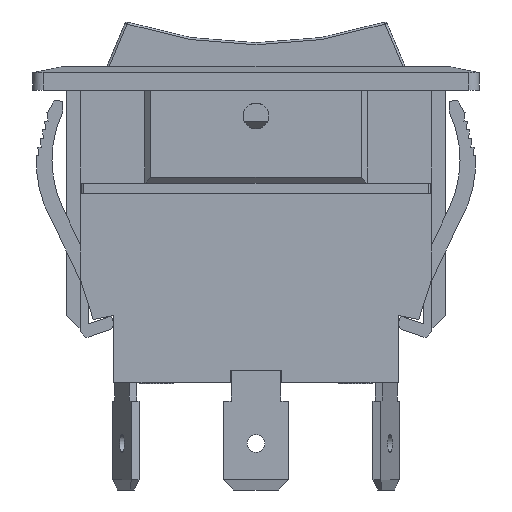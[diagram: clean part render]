
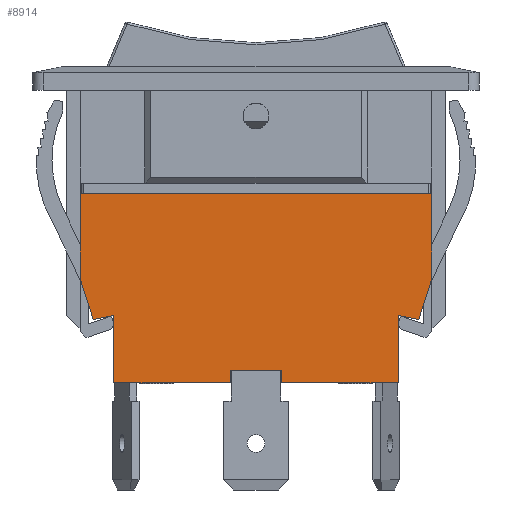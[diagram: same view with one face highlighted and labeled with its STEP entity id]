
A CAD part, front view. The second image highlights one B-rep face of the part: STEP entity #8914.
In plain terms, the highlighted planar face has unit normal (0, -1, 0).
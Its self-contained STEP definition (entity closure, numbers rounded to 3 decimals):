
#470=PLANE('',#9512);
#938=FACE_OUTER_BOUND('',#1455,.T.);
#1455=EDGE_LOOP('',(#7439,#7440,#7441,#7442,#7443,#7444,#7445,#7446,#7447,
#7448,#7449,#7450,#7451,#7452));
#2303=LINE('',#24264,#3287);
#2347=LINE('',#24352,#3331);
#2348=LINE('',#24355,#3332);
#2349=LINE('',#24357,#3333);
#2350=LINE('',#24359,#3334);
#2351=LINE('',#24361,#3335);
#2352=LINE('',#24363,#3336);
#2353=LINE('',#24365,#3337);
#2354=LINE('',#24367,#3338);
#2355=LINE('',#24369,#3339);
#2356=LINE('',#24371,#3340);
#2357=LINE('',#24373,#3341);
#2358=LINE('',#24375,#3342);
#2359=LINE('',#24376,#3343);
#3287=VECTOR('',#10978,10.);
#3331=VECTOR('',#11048,10.);
#3332=VECTOR('',#11051,10.);
#3333=VECTOR('',#11052,10.);
#3334=VECTOR('',#11053,10.);
#3335=VECTOR('',#11054,10.);
#3336=VECTOR('',#11055,10.);
#3337=VECTOR('',#11056,10.);
#3338=VECTOR('',#11057,10.);
#3339=VECTOR('',#11058,10.);
#3340=VECTOR('',#11059,10.);
#3341=VECTOR('',#11060,10.);
#3342=VECTOR('',#11061,10.);
#3343=VECTOR('',#11062,10.);
#4298=VERTEX_POINT('',#24261);
#4299=VERTEX_POINT('',#24263);
#4330=VERTEX_POINT('',#24350);
#4331=VERTEX_POINT('',#24354);
#4332=VERTEX_POINT('',#24356);
#4333=VERTEX_POINT('',#24358);
#4334=VERTEX_POINT('',#24360);
#4335=VERTEX_POINT('',#24362);
#4336=VERTEX_POINT('',#24364);
#4337=VERTEX_POINT('',#24366);
#4338=VERTEX_POINT('',#24368);
#4339=VERTEX_POINT('',#24370);
#4340=VERTEX_POINT('',#24372);
#4341=VERTEX_POINT('',#24374);
#5395=EDGE_CURVE('',#4299,#4298,#2303,.T.);
#5439=EDGE_CURVE('',#4330,#4298,#2347,.T.);
#5440=EDGE_CURVE('',#4330,#4331,#2348,.T.);
#5441=EDGE_CURVE('',#4331,#4332,#2349,.T.);
#5442=EDGE_CURVE('',#4332,#4333,#2350,.T.);
#5443=EDGE_CURVE('',#4334,#4333,#2351,.T.);
#5444=EDGE_CURVE('',#4334,#4335,#2352,.T.);
#5445=EDGE_CURVE('',#4335,#4336,#2353,.T.);
#5446=EDGE_CURVE('',#4336,#4337,#2354,.T.);
#5447=EDGE_CURVE('',#4338,#4337,#2355,.T.);
#5448=EDGE_CURVE('',#4338,#4339,#2356,.T.);
#5449=EDGE_CURVE('',#4339,#4340,#2357,.T.);
#5450=EDGE_CURVE('',#4340,#4341,#2358,.T.);
#5451=EDGE_CURVE('',#4341,#4299,#2359,.T.);
#7439=ORIENTED_EDGE('',*,*,#5395,.T.);
#7440=ORIENTED_EDGE('',*,*,#5439,.F.);
#7441=ORIENTED_EDGE('',*,*,#5440,.T.);
#7442=ORIENTED_EDGE('',*,*,#5441,.T.);
#7443=ORIENTED_EDGE('',*,*,#5442,.T.);
#7444=ORIENTED_EDGE('',*,*,#5443,.F.);
#7445=ORIENTED_EDGE('',*,*,#5444,.T.);
#7446=ORIENTED_EDGE('',*,*,#5445,.T.);
#7447=ORIENTED_EDGE('',*,*,#5446,.T.);
#7448=ORIENTED_EDGE('',*,*,#5447,.F.);
#7449=ORIENTED_EDGE('',*,*,#5448,.T.);
#7450=ORIENTED_EDGE('',*,*,#5449,.T.);
#7451=ORIENTED_EDGE('',*,*,#5450,.T.);
#7452=ORIENTED_EDGE('',*,*,#5451,.T.);
#8914=ADVANCED_FACE('',(#938),#470,.T.);
#9512=AXIS2_PLACEMENT_3D('',#24353,#11049,#11050);
#10978=DIRECTION('',(-1.,0.,0.));
#11048=DIRECTION('',(0.,0.,1.));
#11049=DIRECTION('center_axis',(0.,-1.,0.));
#11050=DIRECTION('ref_axis',(0.,0.,1.));
#11051=DIRECTION('',(0.305,0.,-0.952));
#11052=DIRECTION('',(0.981,0.,0.196));
#11053=DIRECTION('',(0.,0.,-1.));
#11054=DIRECTION('',(-1.,0.,0.));
#11055=DIRECTION('',(0.,0.,1.));
#11056=DIRECTION('',(1.,0.,0.));
#11057=DIRECTION('',(0.,0.,-1.));
#11058=DIRECTION('',(-1.,0.,0.));
#11059=DIRECTION('',(0.,0.,1.));
#11060=DIRECTION('',(0.981,0.,-0.196));
#11061=DIRECTION('',(0.305,0.,0.952));
#11062=DIRECTION('',(0.,0.,1.));
#24261=CARTESIAN_POINT('',(-17.,-9.75,18.3));
#24263=CARTESIAN_POINT('',(17.,-9.75,18.3));
#24264=CARTESIAN_POINT('',(21.863,-9.75,18.3));
#24350=CARTESIAN_POINT('',(-17.,-9.75,10.));
#24352=CARTESIAN_POINT('',(-17.,-9.75,0.));
#24353=CARTESIAN_POINT('Origin',(17.,-9.75,0.));
#24354=CARTESIAN_POINT('',(-15.75,-9.75,6.1));
#24355=CARTESIAN_POINT('',(-13.338,-9.75,-1.425));
#24356=CARTESIAN_POINT('',(-13.75,-9.75,6.5));
#24357=CARTESIAN_POINT('',(0.409,-9.75,9.332));
#24358=CARTESIAN_POINT('',(-13.75,-9.75,0.));
#24359=CARTESIAN_POINT('',(-13.75,-9.75,0.));
#24360=CARTESIAN_POINT('',(-2.5,-9.75,0.));
#24361=CARTESIAN_POINT('',(17.,-9.75,0.));
#24362=CARTESIAN_POINT('',(-2.5,-9.75,1.2));
#24363=CARTESIAN_POINT('',(-2.5,-9.75,0.));
#24364=CARTESIAN_POINT('',(2.5,-9.75,1.2));
#24365=CARTESIAN_POINT('',(8.5,-9.75,1.2));
#24366=CARTESIAN_POINT('',(2.5,-9.75,0.));
#24367=CARTESIAN_POINT('',(2.5,-9.75,0.));
#24368=CARTESIAN_POINT('',(13.75,-9.75,0.));
#24369=CARTESIAN_POINT('',(17.,-9.75,0.));
#24370=CARTESIAN_POINT('',(13.75,-9.75,6.5));
#24371=CARTESIAN_POINT('',(13.75,-9.75,0.));
#24372=CARTESIAN_POINT('',(15.75,-9.75,6.1));
#24373=CARTESIAN_POINT('',(15.938,-9.75,6.063));
#24374=CARTESIAN_POINT('',(17.,-9.75,10.));
#24375=CARTESIAN_POINT('',(14.922,-9.75,3.516));
#24376=CARTESIAN_POINT('',(17.,-9.75,0.));
